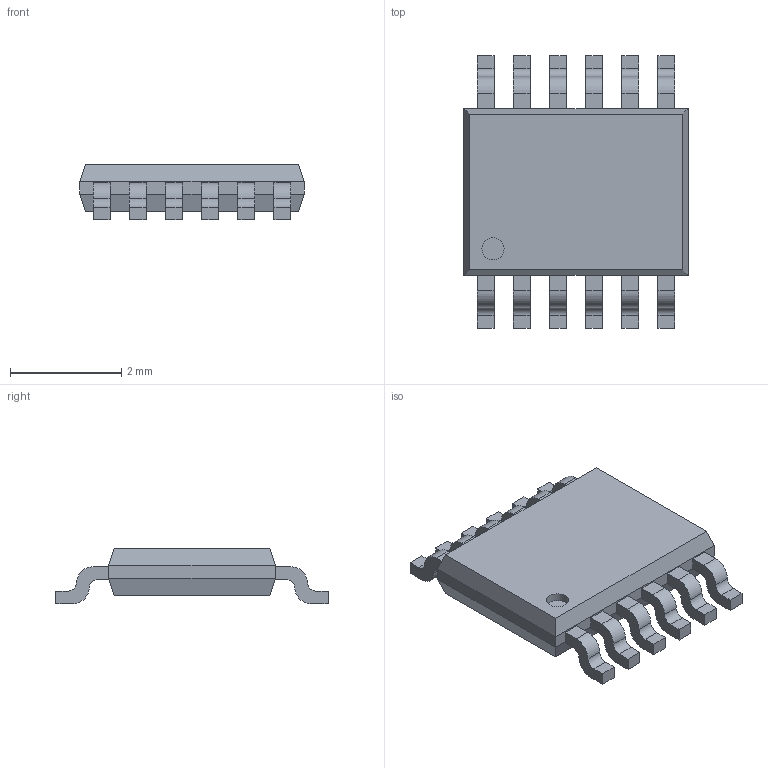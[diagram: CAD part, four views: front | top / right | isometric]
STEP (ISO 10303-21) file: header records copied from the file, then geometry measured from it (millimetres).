
FILE_DESCRIPTION(/* description */ (''),/* implementation_level */ '2;1');
FILE_NAME(/* name */ '5f4a9faf2d7234127cb348a2',/* time_stamp */ '2020-08-29T18:34:23+00:00',/* author */ (''),/* organization */ (''),/* preprocessor_version */ 'ST-DEVELOPER v16.7',/* originating_system */ $,/* authorisation */ $);
FILE_SCHEMA (('AUTOMOTIVE_DESIGN {1 0 10303 214 3 1 1}'));
Length unit declared in the file: metre
Products named in the file (13): Pin8; Pin7; Pin9; Pin10; Pin11; Pin12; Pin6; Pin5; Pin4; Pin3; Pin2; Pin1; Body
Bounding box: 4.04 x 4.9 x 1 mm (x, y, z)
Volume: 10.9 mm3; surface area: 51 mm2
Topology: 13 solids, 13 shells, 160 faces, 391 edges, 258 vertices
Faces by surface type: plane 111, cylinder 49
Full cylindrical faces by diameter (mm): 0.4 x1
Entity records: 5030 total; most frequent: DIRECTION 834, CARTESIAN_POINT 821, ORIENTED_EDGE 780, EDGE_CURVE 390, LINE 292, VECTOR 292, AXIS2_PLACEMENT_3D 271, VERTEX_POINT 258
